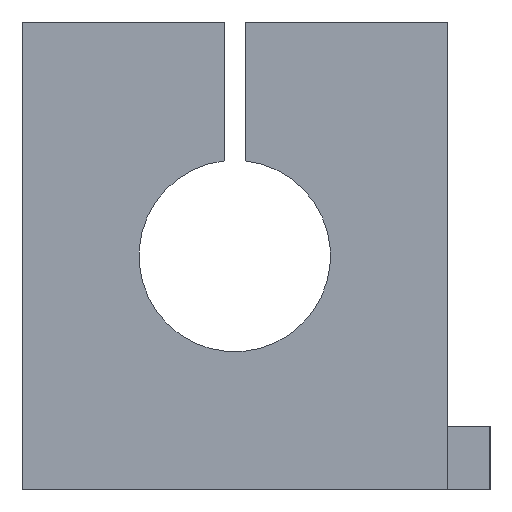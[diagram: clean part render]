
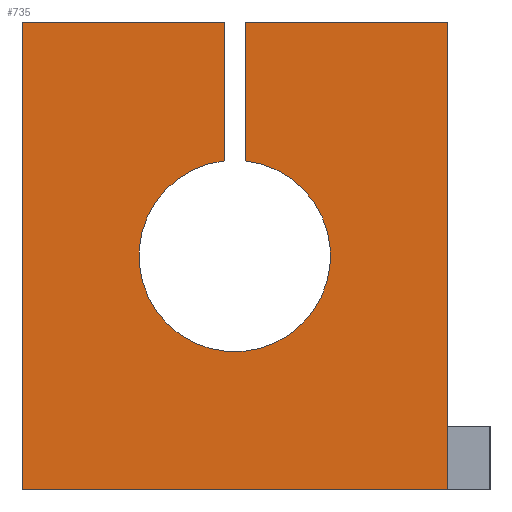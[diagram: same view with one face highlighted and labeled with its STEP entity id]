
A CAD part, left-side view. The second image highlights one B-rep face of the part: STEP entity #735.
In plain terms, the highlighted planar face has unit normal (-1, 0, 0).
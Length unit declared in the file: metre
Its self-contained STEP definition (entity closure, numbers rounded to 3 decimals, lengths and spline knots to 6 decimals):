
#28=CIRCLE('',#796,0.0045);
#133=ORIENTED_EDGE('',*,*,#257,.F.);
#134=ORIENTED_EDGE('',*,*,#328,.F.);
#135=ORIENTED_EDGE('',*,*,#250,.T.);
#136=ORIENTED_EDGE('',*,*,#279,.F.);
#137=ORIENTED_EDGE('',*,*,#275,.F.);
#138=ORIENTED_EDGE('',*,*,#322,.F.);
#139=ORIENTED_EDGE('',*,*,#289,.F.);
#140=ORIENTED_EDGE('',*,*,#314,.F.);
#250=EDGE_CURVE('',#359,#358,#430,.T.);
#257=EDGE_CURVE('',#365,#366,#437,.T.);
#275=EDGE_CURVE('',#383,#384,#452,.T.);
#279=EDGE_CURVE('',#384,#358,#455,.T.);
#289=EDGE_CURVE('',#393,#394,#465,.T.);
#314=EDGE_CURVE('',#366,#393,#483,.T.);
#322=EDGE_CURVE('',#394,#383,#491,.T.);
#328=EDGE_CURVE('',#359,#365,#28,.T.);
#358=VERTEX_POINT('',#1029);
#359=VERTEX_POINT('',#1031);
#365=VERTEX_POINT('',#1044);
#366=VERTEX_POINT('',#1046);
#383=VERTEX_POINT('',#1083);
#384=VERTEX_POINT('',#1085);
#393=VERTEX_POINT('',#1109);
#394=VERTEX_POINT('',#1111);
#430=LINE('',#1030,#524);
#437=LINE('',#1045,#531);
#452=LINE('',#1084,#546);
#455=LINE('',#1090,#549);
#465=LINE('',#1110,#559);
#483=LINE('',#1161,#577);
#491=LINE('',#1175,#585);
#524=VECTOR('',#832,1.);
#531=VECTOR('',#841,1.);
#546=VECTOR('',#868,1.);
#549=VECTOR('',#875,1.);
#559=VECTOR('',#887,1.);
#577=VECTOR('',#921,1.);
#585=VECTOR('',#931,1.);
#626=EDGE_LOOP('',(#133,#134,#135,#136,#137,#138,#139,#140));
#664=FACE_BOUND('',#626,.T.);
#701=PLANE('',#795);
#735=ADVANCED_FACE('',(#664),#701,.T.);
#795=AXIS2_PLACEMENT_3D('',#1184,#937,#938);
#796=AXIS2_PLACEMENT_3D('',#1185,#939,#940);
#832=DIRECTION('',(0.,0.,1.));
#841=DIRECTION('',(0.,0.,1.));
#868=DIRECTION('',(0.,0.,1.));
#875=DIRECTION('',(0.,-1.,0.));
#887=DIRECTION('',(0.,0.,-1.));
#921=DIRECTION('',(0.,-1.,0.));
#931=DIRECTION('',(0.,1.,0.));
#937=DIRECTION('',(-1.,0.,0.));
#938=DIRECTION('',(0.,-1.,0.));
#939=DIRECTION('',(-1.,0.,0.));
#940=DIRECTION('',(0.,-1.,0.));
#1029=CARTESIAN_POINT('',(-0.0665,0.0275,0.075));
#1030=CARTESIAN_POINT('',(-0.0665,0.0275,0.071736));
#1031=CARTESIAN_POINT('',(-0.0665,0.0275,0.068472));
#1044=CARTESIAN_POINT('',(-0.0665,0.0265,0.068472));
#1045=CARTESIAN_POINT('',(-0.0665,0.0265,0.071736));
#1046=CARTESIAN_POINT('',(-0.0665,0.0265,0.075));
#1083=CARTESIAN_POINT('',(-0.0665,0.037,0.053));
#1084=CARTESIAN_POINT('',(-0.0665,0.037,0.078));
#1085=CARTESIAN_POINT('',(-0.0665,0.037,0.075));
#1090=CARTESIAN_POINT('',(-0.0665,0.027,0.075));
#1109=CARTESIAN_POINT('',(-0.0665,0.017,0.075));
#1110=CARTESIAN_POINT('',(-0.0665,0.017,0.0655));
#1111=CARTESIAN_POINT('',(-0.0665,0.017,0.053));
#1161=CARTESIAN_POINT('',(-0.0665,0.027,0.075));
#1175=CARTESIAN_POINT('',(-0.0665,0.,0.053));
#1184=CARTESIAN_POINT('',(-0.0665,0.,0.064));
#1185=CARTESIAN_POINT('',(-0.0665,0.027,0.064));
